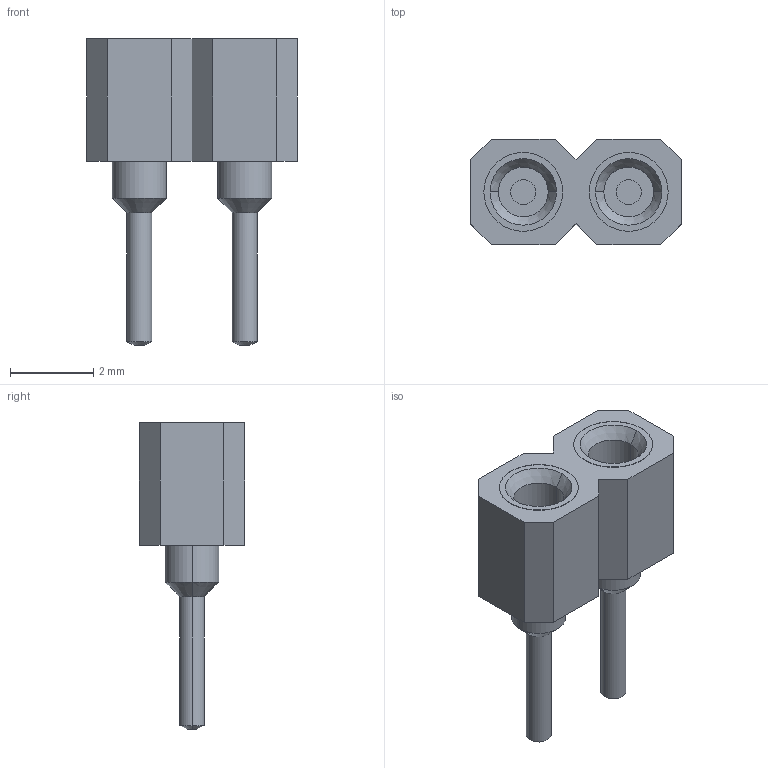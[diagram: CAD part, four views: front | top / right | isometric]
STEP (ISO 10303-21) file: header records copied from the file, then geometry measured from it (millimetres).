
FILE_DESCRIPTION((''),'2;1');
FILE_NAME('254-02-1-50-00_ASM','2014-05-21T',('uwe.kadritzke'),(''),'PRO/ENGINEER BY PARAMETRIC TECHNOLOGY CORPORATION, 2005110','PRO/ENGINEER BY PARAMETRIC TECHNOLOGY CORPORATION, 2005110','');
FILE_SCHEMA(('CONFIG_CONTROL_DESIGN'));
Length unit declared in the file: millimetre
Products named in the file (4): PRT0008; PRT0009; PRT0010; 254-02-1-50-00_ASM
Assembly tree (3 placements, depth 2):
  254-02-1-50-00_ASM
    PRT0008
    PRT0009
    PRT0010
Bounding box: 5.08 x 2.54 x 7.4 mm (x, y, z)
Volume: 32 mm3; surface area: 176.5 mm2
Topology: 3 solids, 3 shells, 74 faces, 158 edges, 100 vertices
Faces by surface type: cylinder 32, plane 30, cone 12
Entity records: 2130 total; most frequent: DIRECTION 392, CARTESIAN_POINT 339, ORIENTED_EDGE 316, EDGE_CURVE 158, AXIS2_PLACEMENT_3D 153, VERTEX_POINT 100, EDGE_LOOP 88, VECTOR 86
